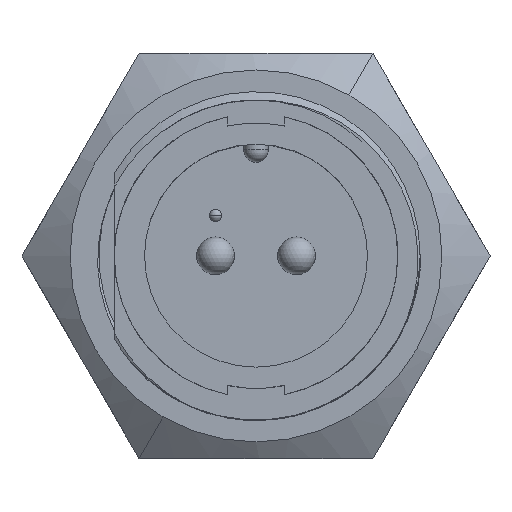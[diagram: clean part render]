
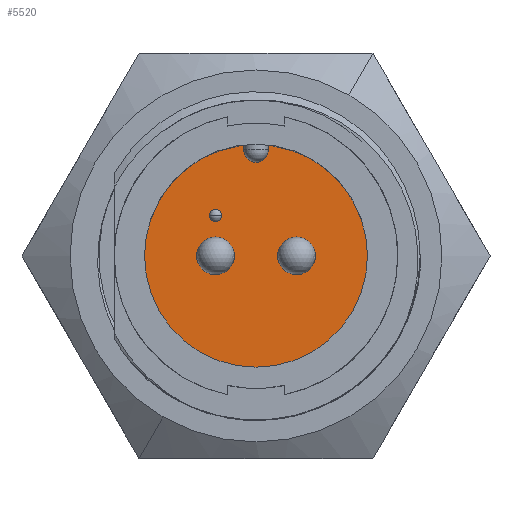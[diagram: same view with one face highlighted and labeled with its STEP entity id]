
A CAD part, top view. The second image highlights one B-rep face of the part: STEP entity #5520.
In plain terms, the highlighted planar face has unit normal (0, 0, 1).
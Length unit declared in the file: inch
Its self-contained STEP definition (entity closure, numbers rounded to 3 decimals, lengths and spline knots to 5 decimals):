
#529 = CIRCLE ( 'NONE', #607, 0.03 ) ;
#547 = AXIS2_PLACEMENT_3D ( 'NONE', #2360, #2361, #2362 ) ;
#551 = CIRCLE ( 'NONE', #547, 0.275 ) ;
#577 = AXIS2_PLACEMENT_3D ( 'NONE', #15461, #15462, #15463 ) ;
#607 = AXIS2_PLACEMENT_3D ( 'NONE', #2786, #2787, #2788 ) ;
#637 = VECTOR ( 'NONE', #2720, 39.37008 ) ;
#652 = CIRCLE ( 'NONE', #577, 0.0465 ) ;
#775 = CIRCLE ( 'NONE', #794, 0.275 ) ;
#794 = AXIS2_PLACEMENT_3D ( 'NONE', #10985, #10986, #10987 ) ;
#1230 = CIRCLE ( 'NONE', #1251, 0.0465 ) ;
#1241 = AXIS2_PLACEMENT_3D ( 'NONE', #4872, #4873, #4874 ) ;
#1251 = AXIS2_PLACEMENT_3D ( 'NONE', #6787, #6788, #6789 ) ;
#1262 = CIRCLE ( 'NONE', #1241, 0.0465 ) ;
#1268 = AXIS2_PLACEMENT_3D ( 'NONE', #6476, #6477, #6478 ) ;
#1272 = VECTOR ( 'NONE', #6443, 39.37008 ) ;
#1276 = CIRCLE ( 'NONE', #1268, 0.015 ) ;
#1301 = ORIENTED_EDGE ( 'NONE', *, *, #5618, .F. ) ;
#1303 = ORIENTED_EDGE ( 'NONE', *, *, #5484, .T. ) ;
#1306 = ORIENTED_EDGE ( 'NONE', *, *, #5424, .T. ) ;
#1310 = ORIENTED_EDGE ( 'NONE', *, *, #5630, .F. ) ;
#1314 = ORIENTED_EDGE ( 'NONE', *, *, #5581, .T. ) ;
#1315 = ORIENTED_EDGE ( 'NONE', *, *, #5342, .F. ) ;
#1316 = ORIENTED_EDGE ( 'NONE', *, *, #5593, .F. ) ;
#1322 = ORIENTED_EDGE ( 'NONE', *, *, #5556, .F. ) ;
#1323 = ORIENTED_EDGE ( 'NONE', *, *, #5408, .T. ) ;
#1324 = ORIENTED_EDGE ( 'NONE', *, *, #5586, .F. ) ;
#1325 = ORIENTED_EDGE ( 'NONE', *, *, #5385, .T. ) ;
#1327 = ORIENTED_EDGE ( 'NONE', *, *, #5976, .T. ) ;
#2360 = CARTESIAN_POINT ( 'NONE',  ( 0., 0., -0.3145 ) ) ;
#2361 = DIRECTION ( 'NONE',  ( 0., 0., 1. ) ) ;
#2362 = DIRECTION ( 'NONE',  ( 1., 0., 0. ) ) ;
#2719 = CARTESIAN_POINT ( 'NONE',  ( -0.03, 0.261, -0.3145 ) ) ;
#2720 = DIRECTION ( 'NONE',  ( 0., 1., 0. ) ) ;
#2786 = CARTESIAN_POINT ( 'NONE',  ( 0., 0.261, -0.3145 ) ) ;
#2787 = DIRECTION ( 'NONE',  ( 0., 0., -1. ) ) ;
#2788 = DIRECTION ( 'NONE',  ( 1., 0., 0. ) ) ;
#3746 = CARTESIAN_POINT ( 'NONE',  ( 0., 0., -0.3145 ) ) ;
#3747 = DIRECTION ( 'NONE',  ( 0., 0., 1. ) ) ;
#3748 = DIRECTION ( 'NONE',  ( 1., 0., 0. ) ) ;
#4562 = PLANE ( 'NONE',  #13295 ) ;
#4563 = CARTESIAN_POINT ( 'NONE',  ( 0., 0., -0.3145 ) ) ;
#4564 = DIRECTION ( 'NONE',  ( 0., 0., 1. ) ) ;
#4565 = DIRECTION ( 'NONE',  ( 1., 0., 0. ) ) ;
#4872 = CARTESIAN_POINT ( 'NONE',  ( 0.1, 0., -0.3145 ) ) ;
#4873 = DIRECTION ( 'NONE',  ( 0., 0., 1. ) ) ;
#4874 = DIRECTION ( 'NONE',  ( 1., 0., 0. ) ) ;
#5342 = EDGE_CURVE ( 'NONE', #14356, #14352, #652, .T. ) ;
#5385 = EDGE_CURVE ( 'NONE', #14399, #14403, #551, .T. ) ;
#5408 = EDGE_CURVE ( 'NONE', #14406, #14408, #15868, .T. ) ;
#5424 = EDGE_CURVE ( 'NONE', #14402, #14406, #529, .T. ) ;
#5484 = EDGE_CURVE ( 'NONE', #14408, #14400, #13306, .T. ) ;
#5520 = ADVANCED_FACE ( 'NONE', ( #15959, #15960, #15961, #15962 ), #4562, .T. ) ;
#5556 = EDGE_CURVE ( 'NONE', #14352, #14356, #1262, .T. ) ;
#5581 = EDGE_CURVE ( 'NONE', #14403, #14402, #16009, .T. ) ;
#5586 = EDGE_CURVE ( 'NONE', #14361, #14346, #1276, .T. ) ;
#5593 = EDGE_CURVE ( 'NONE', #14363, #14364, #1230, .T. ) ;
#5618 = EDGE_CURVE ( 'NONE', #14346, #14361, #12942, .T. ) ;
#5630 = EDGE_CURVE ( 'NONE', #14364, #14363, #12952, .T. ) ;
#5976 = EDGE_CURVE ( 'NONE', #14400, #14399, #775, .T. ) ;
#6442 = CARTESIAN_POINT ( 'NONE',  ( 0.03, 0.27336, -0.3145 ) ) ;
#6443 = DIRECTION ( 'NONE',  ( 0., -1., 0. ) ) ;
#6476 = CARTESIAN_POINT ( 'NONE',  ( -0.1, 0.1, -0.3145 ) ) ;
#6477 = DIRECTION ( 'NONE',  ( 0., 0., 1. ) ) ;
#6478 = DIRECTION ( 'NONE',  ( 1., 0., 0. ) ) ;
#6787 = CARTESIAN_POINT ( 'NONE',  ( -0.1, 0.00001, -0.3145 ) ) ;
#6788 = DIRECTION ( 'NONE',  ( 0., 0., 1. ) ) ;
#6789 = DIRECTION ( 'NONE',  ( 1., 0., 0. ) ) ;
#7207 = CARTESIAN_POINT ( 'NONE',  ( -0.1, 0.1, -0.3145 ) ) ;
#7208 = DIRECTION ( 'NONE',  ( 0., 0., 1. ) ) ;
#7209 = DIRECTION ( 'NONE',  ( 1., 0., 0. ) ) ;
#7273 = CARTESIAN_POINT ( 'NONE',  ( -0.1, 0.00001, -0.3145 ) ) ;
#7274 = DIRECTION ( 'NONE',  ( 0., 0., 1. ) ) ;
#7275 = DIRECTION ( 'NONE',  ( 1., 0., 0. ) ) ;
#10985 = CARTESIAN_POINT ( 'NONE',  ( 0., 0., -0.3145 ) ) ;
#10986 = DIRECTION ( 'NONE',  ( 0., 0., 1. ) ) ;
#10987 = DIRECTION ( 'NONE',  ( 1., 0., 0. ) ) ;
#12740 = CARTESIAN_POINT ( 'NONE',  ( -0.085, 0.1, -0.3145 ) ) ;
#12746 = CARTESIAN_POINT ( 'NONE',  ( 0.1465, 0., -0.3145 ) ) ;
#12750 = CARTESIAN_POINT ( 'NONE',  ( 0.0535, 0., -0.3145 ) ) ;
#12755 = CARTESIAN_POINT ( 'NONE',  ( -0.115, 0.1, -0.3145 ) ) ;
#12757 = CARTESIAN_POINT ( 'NONE',  ( -0.0535, 0.00001, -0.3145 ) ) ;
#12758 = CARTESIAN_POINT ( 'NONE',  ( -0.1465, 0.00001, -0.3145 ) ) ;
#12793 = CARTESIAN_POINT ( 'NONE',  ( 0.275, 0., -0.3145 ) ) ;
#12794 = CARTESIAN_POINT ( 'NONE',  ( -0.275, 0., -0.3145 ) ) ;
#12796 = CARTESIAN_POINT ( 'NONE',  ( 0.03, 0.261, -0.3145 ) ) ;
#12797 = CARTESIAN_POINT ( 'NONE',  ( 0.03, 0.27336, -0.3145 ) ) ;
#12800 = CARTESIAN_POINT ( 'NONE',  ( -0.03, 0.261, -0.3145 ) ) ;
#12802 = CARTESIAN_POINT ( 'NONE',  ( -0.03, 0.27336, -0.3145 ) ) ;
#12942 = CIRCLE ( 'NONE', #12947, 0.015 ) ;
#12947 = AXIS2_PLACEMENT_3D ( 'NONE', #7207, #7208, #7209 ) ;
#12952 = CIRCLE ( 'NONE', #12972, 0.0465 ) ;
#12972 = AXIS2_PLACEMENT_3D ( 'NONE', #7273, #7274, #7275 ) ;
#13295 = AXIS2_PLACEMENT_3D ( 'NONE', #4563, #4564, #4565 ) ;
#13306 = CIRCLE ( 'NONE', #13316, 0.275 ) ;
#13316 = AXIS2_PLACEMENT_3D ( 'NONE', #3746, #3747, #3748 ) ;
#13703 = EDGE_LOOP ( 'NONE', ( #1303, #1327, #1325, #1314, #1306, #1323 ) ) ;
#13715 = EDGE_LOOP ( 'NONE', ( #1324, #1301 ) ) ;
#13716 = EDGE_LOOP ( 'NONE', ( #1315, #1322 ) ) ;
#13727 = EDGE_LOOP ( 'NONE', ( #1310, #1316 ) ) ;
#14346 = VERTEX_POINT ( 'NONE', #12740 ) ;
#14352 = VERTEX_POINT ( 'NONE', #12746 ) ;
#14356 = VERTEX_POINT ( 'NONE', #12750 ) ;
#14361 = VERTEX_POINT ( 'NONE', #12755 ) ;
#14363 = VERTEX_POINT ( 'NONE', #12757 ) ;
#14364 = VERTEX_POINT ( 'NONE', #12758 ) ;
#14399 = VERTEX_POINT ( 'NONE', #12793 ) ;
#14400 = VERTEX_POINT ( 'NONE', #12794 ) ;
#14402 = VERTEX_POINT ( 'NONE', #12796 ) ;
#14403 = VERTEX_POINT ( 'NONE', #12797 ) ;
#14406 = VERTEX_POINT ( 'NONE', #12800 ) ;
#14408 = VERTEX_POINT ( 'NONE', #12802 ) ;
#15461 = CARTESIAN_POINT ( 'NONE',  ( 0.1, 0., -0.3145 ) ) ;
#15462 = DIRECTION ( 'NONE',  ( 0., 0., 1. ) ) ;
#15463 = DIRECTION ( 'NONE',  ( 1., 0., 0. ) ) ;
#15868 = LINE ( 'NONE', #2719, #637 ) ;
#15959 = FACE_BOUND ( 'NONE', #13727, .T. ) ;
#15960 = FACE_OUTER_BOUND ( 'NONE', #13703, .T. ) ;
#15961 = FACE_BOUND ( 'NONE', #13716, .T. ) ;
#15962 = FACE_BOUND ( 'NONE', #13715, .T. ) ;
#16009 = LINE ( 'NONE', #6442, #1272 ) ;
